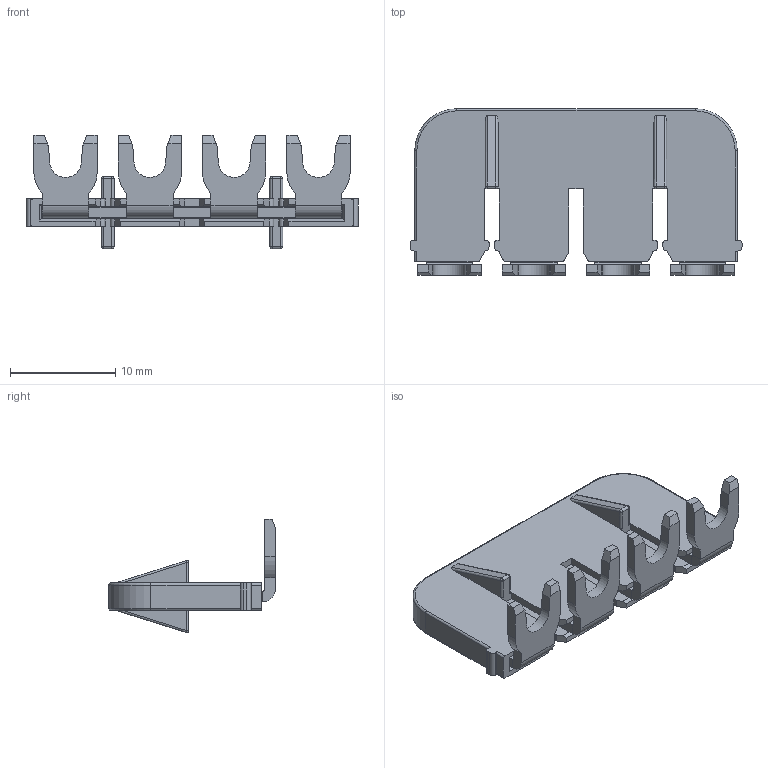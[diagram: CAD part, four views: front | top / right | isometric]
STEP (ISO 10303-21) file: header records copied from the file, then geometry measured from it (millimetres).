
FILE_DESCRIPTION (( 'STEP AP214' ), '1' );
FILE_NAME ('IZUK 6-4.STEP', '2013-10-29T15:10:32', ( 'arge' ), ( 'Microsoft' ), 'SwSTEP 2.0', 'SolidWorks 2013', '' );
FILE_SCHEMA (( 'AUTOMOTIVE_DESIGN' ));
Length unit declared in the file: millimetre
Products named in the file (1): IZUK 6-4
Bounding box: 31.5 x 15.8 x 10.76 mm (x, y, z)
Volume: 1081.6 mm3; surface area: 2818 mm2
Topology: 1 solids, 1 shells, 300 faces, 848 edges, 544 vertices
Faces by surface type: plane 212, cylinder 76, sphere 8, torus 4
Entity records: 12499 total; most frequent: CARTESIAN_POINT 1693, ORIENTED_EDGE 1664, DIRECTION 1574, EDGE_CURVE 832, VECTOR 676, LINE 676, VERTEX_POINT 536, AXIS2_PLACEMENT_3D 449
